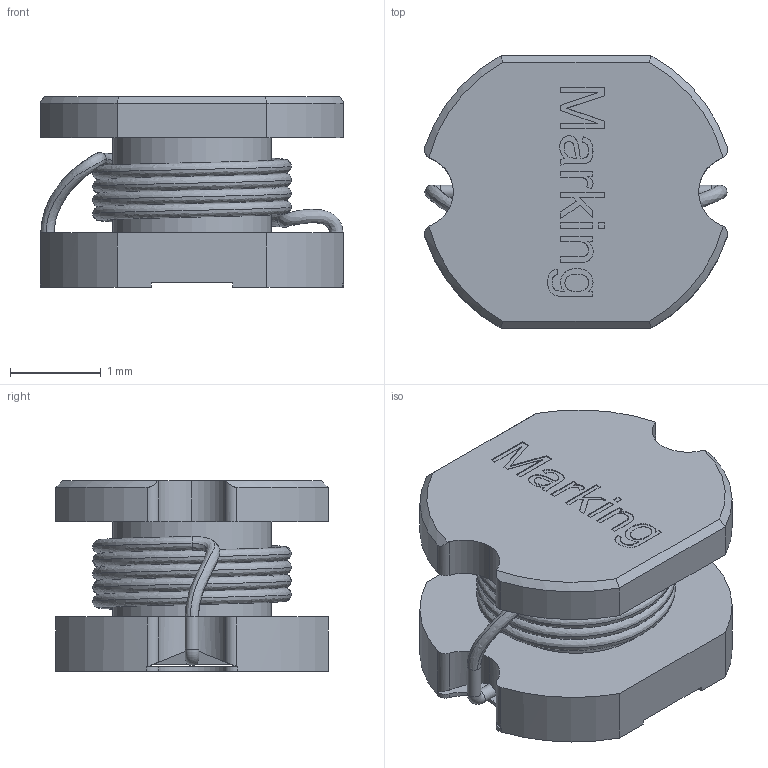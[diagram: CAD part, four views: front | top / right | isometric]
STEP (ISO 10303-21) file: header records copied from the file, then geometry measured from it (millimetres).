
FILE_DESCRIPTION( ( 'Unknown' ), '1' );
FILE_NAME( 'Kern.stp', 'Unknown', ( 'Unknown' ), ( 'Unknown' ), 'PSStep 18.0.17', 'Unknown', ' ' );
FILE_SCHEMA( ( 'AUTOMOTIVE_DESIGN { 1 0 10303 214 1 1 1 1 }' ) );
Length unit declared in the file: millimetre
Products named in the file (2): 1; 2
Bounding box: 3.34 x 3 x 2.1 mm (x, y, z)
Volume: 11.5 mm3; surface area: 65.7 mm2
Topology: 2 solids, 2 shells, 146 faces, 391 edges, 250 vertices
Faces by surface type: plane 80, cylinder 35, extrusion 16, bspline 9, cone 4, torus 2
Full cylindrical faces by diameter (mm): 0.15 x4, 1.75 x1
Entity records: 8081 total; most frequent: CARTESIAN_POINT 3548, ORIENTED_EDGE 754, DIRECTION 583, EDGE_CURVE 377, VERTEX_POINT 248, AXIS2_PLACEMENT_3D 214, EDGE_LOOP 167, B_SPLINE_CURVE_WITH_KNOTS 157
